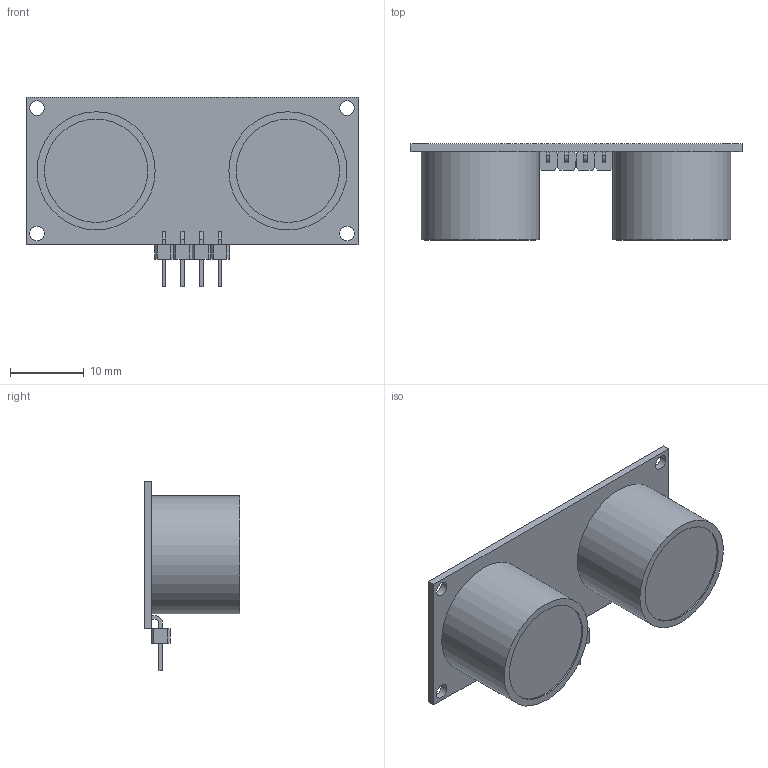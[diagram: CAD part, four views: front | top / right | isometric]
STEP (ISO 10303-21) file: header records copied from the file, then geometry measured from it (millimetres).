
FILE_DESCRIPTION(/* description */ (''),/* implementation_level */ '2;1');
FILE_NAME(/* name */ 'Ultrasonic HC-SR04 v3.step',/* time_stamp */ '2019-11-25T15:19:05-03:00',/* author */ (''),/* organization */ (''),/* preprocessor_version */ 'ST-DEVELOPER v18',/* originating_system */ 'Autodesk Translation Framework v8.12.0.6',/* authorisation */ '');
FILE_SCHEMA (('AUTOMOTIVE_DESIGN { 1 0 10303 214 3 1 1 }'));
Length unit declared in the file: millimetre
Products named in the file (1): Ultrasonic HC-SR04
Bounding box: 45 x 13 x 25.75 mm (x, y, z)
Volume: 5707.5 mm3; surface area: 3324.5 mm2
Topology: 1 solids, 1 shells, 107 faces, 301 edges, 198 vertices
Faces by surface type: plane 91, cylinder 16
Full cylindrical faces by diameter (mm): 2 x4, 14 x2, 16 x2
Entity records: 3596 total; most frequent: CARTESIAN_POINT 607, ORIENTED_EDGE 602, DIRECTION 549, EDGE_CURVE 301, LINE 269, VECTOR 269, VERTEX_POINT 198, AXIS2_PLACEMENT_3D 140
